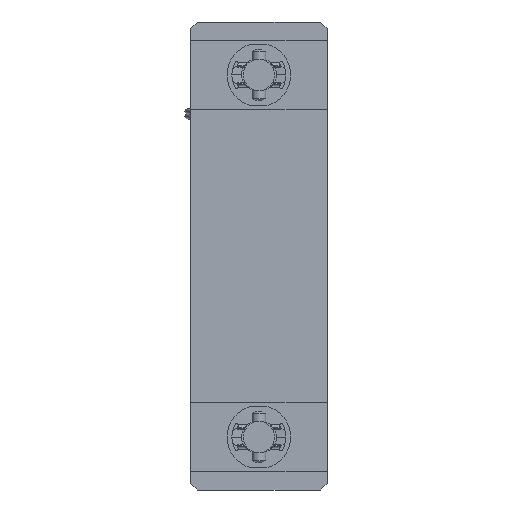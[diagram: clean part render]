
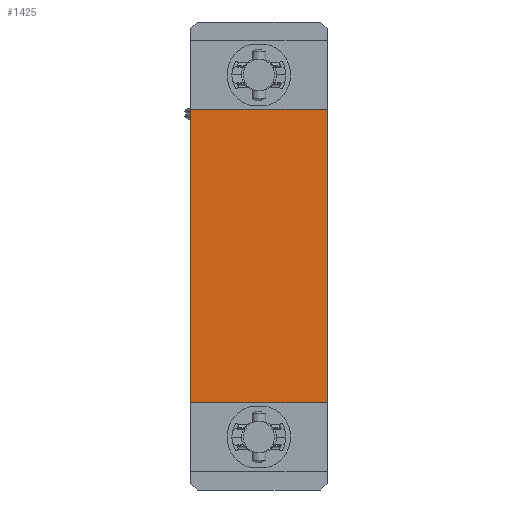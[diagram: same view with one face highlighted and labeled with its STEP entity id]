
A CAD part, front view. The second image highlights one B-rep face of the part: STEP entity #1425.
In plain terms, the highlighted planar face has unit normal (0, -1, 0).
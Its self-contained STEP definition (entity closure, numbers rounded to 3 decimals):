
#54 = DIRECTION ( 'NONE',  ( 0., 0., -1. ) ) ;
#1188 = DIRECTION ( 'NONE',  ( 1., 0., 0. ) ) ;
#1425 = ADVANCED_FACE ( 'NONE', ( #5528 ), #8703, .F. ) ;
#2420 = DIRECTION ( 'NONE',  ( 0., 0., 1. ) ) ;
#3083 = EDGE_LOOP ( 'NONE', ( #3845, #4051, #4551, #8031 ) ) ;
#3845 = ORIENTED_EDGE ( 'NONE', *, *, #5808, .T. ) ;
#4051 = ORIENTED_EDGE ( 'NONE', *, *, #10844, .F. ) ;
#4251 = CARTESIAN_POINT ( 'NONE',  ( -20., -34.75, -43. ) ) ;
#4551 = ORIENTED_EDGE ( 'NONE', *, *, #5500, .F. ) ;
#5500 = EDGE_CURVE ( 'NONE', #7946, #7575, #7006, .T. ) ;
#5528 = FACE_OUTER_BOUND ( 'NONE', #3083, .T. ) ;
#5808 = EDGE_CURVE ( 'NONE', #10911, #11110, #8682, .T. ) ;
#6370 = CARTESIAN_POINT ( 'NONE',  ( -20., -34.75, 43. ) ) ;
#7006 = LINE ( 'NONE', #9195, #9355 ) ;
#7139 = DIRECTION ( 'NONE',  ( 0., 0., -1. ) ) ;
#7575 = VERTEX_POINT ( 'NONE', #12036 ) ;
#7946 = VERTEX_POINT ( 'NONE', #8255 ) ;
#8031 = ORIENTED_EDGE ( 'NONE', *, *, #13006, .F. ) ;
#8255 = CARTESIAN_POINT ( 'NONE',  ( 20., -34.75, 43. ) ) ;
#8564 = DIRECTION ( 'NONE',  ( -1., 0., 0. ) ) ;
#8682 = LINE ( 'NONE', #10734, #10063 ) ;
#8703 = PLANE ( 'NONE',  #13120 ) ;
#8964 = VECTOR ( 'NONE', #8564, 1000. ) ;
#9195 = CARTESIAN_POINT ( 'NONE',  ( 20., -34.75, 91. ) ) ;
#9198 = CARTESIAN_POINT ( 'NONE',  ( -20., -34.75, -43. ) ) ;
#9355 = VECTOR ( 'NONE', #7139, 1000. ) ;
#9749 = LINE ( 'NONE', #10883, #11715 ) ;
#10063 = VECTOR ( 'NONE', #54, 1000. ) ;
#10734 = CARTESIAN_POINT ( 'NONE',  ( -20., -34.75, 91. ) ) ;
#10844 = EDGE_CURVE ( 'NONE', #7575, #11110, #11758, .T. ) ;
#10883 = CARTESIAN_POINT ( 'NONE',  ( -20., -34.75, 43. ) ) ;
#10911 = VERTEX_POINT ( 'NONE', #6370 ) ;
#10982 = DIRECTION ( 'NONE',  ( 0., 1., 0. ) ) ;
#11110 = VERTEX_POINT ( 'NONE', #9198 ) ;
#11715 = VECTOR ( 'NONE', #1188, 1000. ) ;
#11758 = LINE ( 'NONE', #4251, #8964 ) ;
#12036 = CARTESIAN_POINT ( 'NONE',  ( 20., -34.75, -43. ) ) ;
#13006 = EDGE_CURVE ( 'NONE', #10911, #7946, #9749, .T. ) ;
#13120 = AXIS2_PLACEMENT_3D ( 'NONE', #13178, #10982, #2420 ) ;
#13178 = CARTESIAN_POINT ( 'NONE',  ( 20., -34.75, 91. ) ) ;
